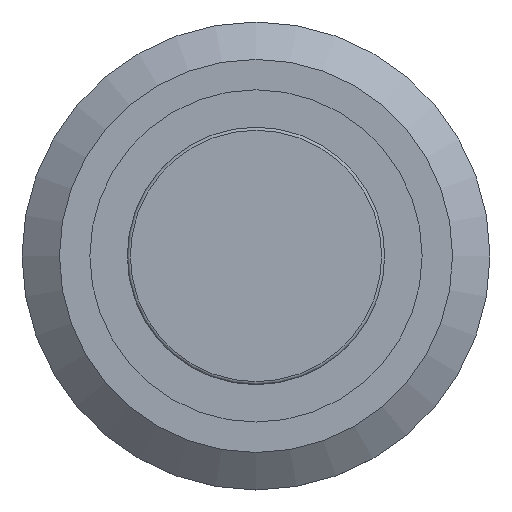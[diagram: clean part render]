
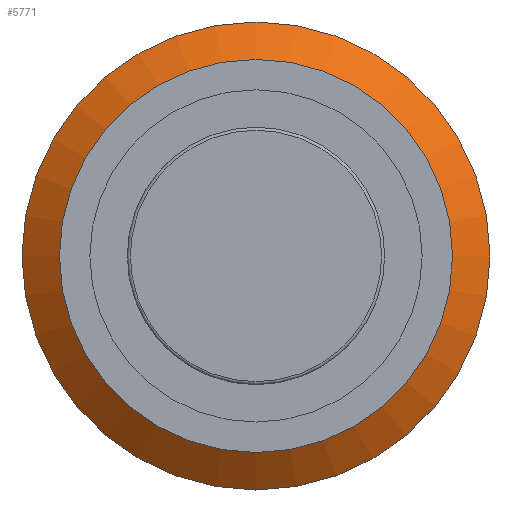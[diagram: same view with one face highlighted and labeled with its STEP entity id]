
A CAD part, top view. The second image highlights one B-rep face of the part: STEP entity #5771.
In plain terms, the highlighted conical face has half-angle 53.13 degrees and reference radius 25.4 mm.
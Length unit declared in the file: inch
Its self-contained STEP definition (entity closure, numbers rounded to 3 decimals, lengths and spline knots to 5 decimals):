
#45=CONICAL_SURFACE('',#6191,1.,0.927);
#719=FACE_OUTER_BOUND('',#1049,.T.);
#1049=EDGE_LOOP('',(#5402,#5403,#5404,#5405,#5406,#5407));
#1632=LINE('',#9916,#2210);
#2210=VECTOR('',#7595,1.);
#2366=CIRCLE('',#6189,0.49213);
#2367=CIRCLE('',#6190,0.49213);
#2368=CIRCLE('',#6192,0.41339);
#2369=CIRCLE('',#6193,0.41339);
#2919=VERTEX_POINT('',#9909);
#2920=VERTEX_POINT('',#9910);
#2921=VERTEX_POINT('',#9915);
#2922=VERTEX_POINT('',#9917);
#3749=EDGE_CURVE('',#2919,#2920,#2366,.T.);
#3750=EDGE_CURVE('',#2920,#2919,#2367,.T.);
#3752=EDGE_CURVE('',#2920,#2921,#1632,.T.);
#3753=EDGE_CURVE('',#2922,#2921,#2368,.T.);
#3754=EDGE_CURVE('',#2921,#2922,#2369,.T.);
#5402=ORIENTED_EDGE('',*,*,#3749,.T.);
#5403=ORIENTED_EDGE('',*,*,#3752,.T.);
#5404=ORIENTED_EDGE('',*,*,#3753,.F.);
#5405=ORIENTED_EDGE('',*,*,#3754,.F.);
#5406=ORIENTED_EDGE('',*,*,#3752,.F.);
#5407=ORIENTED_EDGE('',*,*,#3750,.T.);
#5771=ADVANCED_FACE('',(#719),#45,.T.);
#6189=AXIS2_PLACEMENT_3D('',#9911,#7588,#7589);
#6190=AXIS2_PLACEMENT_3D('',#9912,#7590,#7591);
#6191=AXIS2_PLACEMENT_3D('',#9914,#7593,#7594);
#6192=AXIS2_PLACEMENT_3D('',#9918,#7596,#7597);
#6193=AXIS2_PLACEMENT_3D('',#9919,#7598,#7599);
#7588=DIRECTION('center_axis',(0.,0.,1.));
#7589=DIRECTION('ref_axis',(0.,-1.,0.));
#7590=DIRECTION('center_axis',(0.,0.,1.));
#7591=DIRECTION('ref_axis',(0.,-1.,0.));
#7593=DIRECTION('center_axis',(0.,0.,-1.));
#7594=DIRECTION('ref_axis',(0.,-1.,0.));
#7595=DIRECTION('',(0.,-0.8,0.6));
#7596=DIRECTION('center_axis',(0.,0.,1.));
#7597=DIRECTION('ref_axis',(0.,-1.,0.));
#7598=DIRECTION('center_axis',(0.,0.,1.));
#7599=DIRECTION('ref_axis',(0.,-1.,0.));
#9909=CARTESIAN_POINT('',(0.,-0.49213,0.01969));
#9910=CARTESIAN_POINT('',(0.,0.49213,0.01969));
#9911=CARTESIAN_POINT('Origin',(0.,0.,0.01969));
#9912=CARTESIAN_POINT('Origin',(0.,0.,0.01969));
#9914=CARTESIAN_POINT('Origin',(0.,0.,-0.36122));
#9915=CARTESIAN_POINT('',(0.,0.41339,0.07874));
#9916=CARTESIAN_POINT('',(0.,1.,-0.36122));
#9917=CARTESIAN_POINT('',(0.,-0.41339,0.07874));
#9918=CARTESIAN_POINT('Origin',(0.,0.,0.07874));
#9919=CARTESIAN_POINT('Origin',(0.,0.,0.07874));
